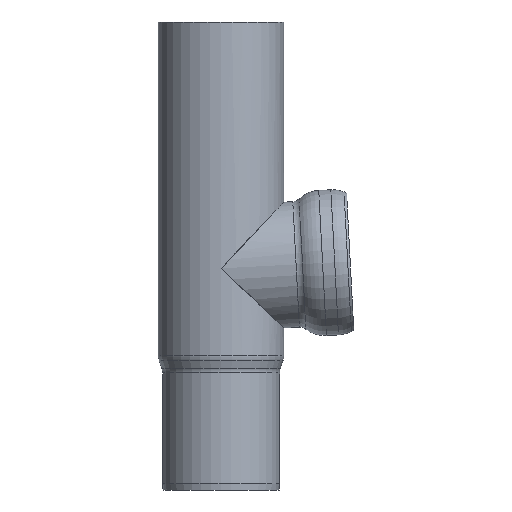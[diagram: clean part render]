
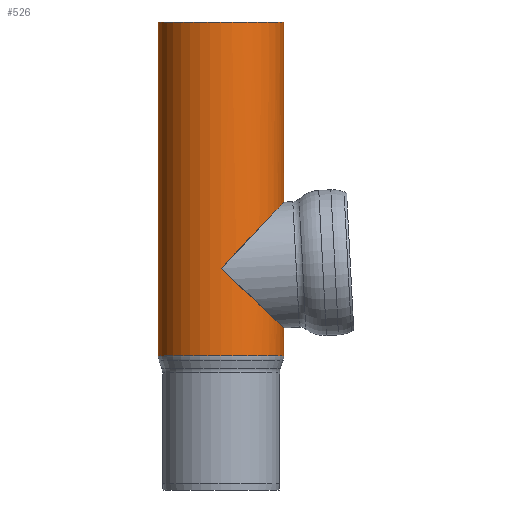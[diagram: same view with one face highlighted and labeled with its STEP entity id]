
A CAD part, left-side view. The second image highlights one B-rep face of the part: STEP entity #526.
In plain terms, the highlighted cylindrical face has radius 510 mm (diameter 1020 mm), a full revolution.
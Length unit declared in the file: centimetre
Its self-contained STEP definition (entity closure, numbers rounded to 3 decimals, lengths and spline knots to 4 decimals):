
#33=CYLINDRICAL_SURFACE('',#579,51.);
#49=CIRCLE('',#558,51.);
#61=CIRCLE('',#576,51.);
#63=CIRCLE('',#578,51.);
#110=FACE_OUTER_BOUND('',#142,.T.);
#142=EDGE_LOOP('',(#389,#390,#391,#392,#393,#394,#395,#396,#397));
#170=LINE('',#907,#192);
#171=LINE('',#908,#193);
#192=VECTOR('',#710,51.);
#193=VECTOR('',#711,51.);
#208=ELLIPSE('',#552,74.0897,51.);
#210=ELLIPSE('',#555,70.3085,51.);
#216=VERTEX_POINT('',#856);
#217=VERTEX_POINT('',#857);
#220=VERTEX_POINT('',#868);
#231=VERTEX_POINT('',#901);
#232=VERTEX_POINT('',#902);
#266=EDGE_CURVE('',#216,#217,#208,.T.);
#270=EDGE_CURVE('',#217,#216,#210,.T.);
#272=EDGE_CURVE('',#220,#220,#49,.T.);
#288=EDGE_CURVE('',#231,#232,#61,.T.);
#290=EDGE_CURVE('',#232,#231,#63,.T.);
#291=EDGE_CURVE('',#220,#217,#170,.T.);
#292=EDGE_CURVE('',#217,#232,#171,.T.);
#389=ORIENTED_EDGE('',*,*,#272,.F.);
#390=ORIENTED_EDGE('',*,*,#291,.T.);
#391=ORIENTED_EDGE('',*,*,#292,.T.);
#392=ORIENTED_EDGE('',*,*,#290,.T.);
#393=ORIENTED_EDGE('',*,*,#288,.T.);
#394=ORIENTED_EDGE('',*,*,#292,.F.);
#395=ORIENTED_EDGE('',*,*,#270,.T.);
#396=ORIENTED_EDGE('',*,*,#266,.T.);
#397=ORIENTED_EDGE('',*,*,#291,.F.);
#526=ADVANCED_FACE('',(#110),#33,.T.);
#552=AXIS2_PLACEMENT_3D('',#858,#648,#649);
#555=AXIS2_PLACEMENT_3D('',#865,#656,#657);
#558=AXIS2_PLACEMENT_3D('',#869,#662,#663);
#576=AXIS2_PLACEMENT_3D('',#903,#702,#703);
#578=AXIS2_PLACEMENT_3D('',#905,#706,#707);
#579=AXIS2_PLACEMENT_3D('',#906,#708,#709);
#648=DIRECTION('center_axis',(0.,0.725,0.688));
#649=DIRECTION('ref_axis',(0.,-0.688,0.725));
#656=DIRECTION('center_axis',(0.,0.688,-0.725));
#657=DIRECTION('ref_axis',(0.,-0.725,-0.688));
#662=DIRECTION('center_axis',(0.,0.,1.));
#663=DIRECTION('ref_axis',(0.,1.,0.));
#702=DIRECTION('center_axis',(0.,0.,1.));
#703=DIRECTION('ref_axis',(1.,0.,0.));
#706=DIRECTION('center_axis',(0.,0.,1.));
#707=DIRECTION('ref_axis',(1.,0.,0.));
#708=DIRECTION('center_axis',(0.,0.,1.));
#709=DIRECTION('ref_axis',(-1.,0.,0.));
#710=DIRECTION('',(0.,0.,-1.));
#711=DIRECTION('',(0.,0.,-1.));
#856=CARTESIAN_POINT('',(-51.,0.,180.));
#857=CARTESIAN_POINT('',(51.,0.,180.));
#858=CARTESIAN_POINT('Origin',(0.,0.,180.));
#865=CARTESIAN_POINT('Origin',(0.,0.,180.));
#868=CARTESIAN_POINT('',(51.,0.,380.));
#869=CARTESIAN_POINT('Origin',(0.,0.,380.));
#901=CARTESIAN_POINT('',(0.,51.,109.0787));
#902=CARTESIAN_POINT('',(51.,0.,109.0787));
#903=CARTESIAN_POINT('Origin',(0.,0.,109.0787));
#905=CARTESIAN_POINT('Origin',(0.,0.,109.0787));
#906=CARTESIAN_POINT('Origin',(0.,0.,121.3256));
#907=CARTESIAN_POINT('',(51.,0.,121.3256));
#908=CARTESIAN_POINT('',(51.,0.,121.3256));
